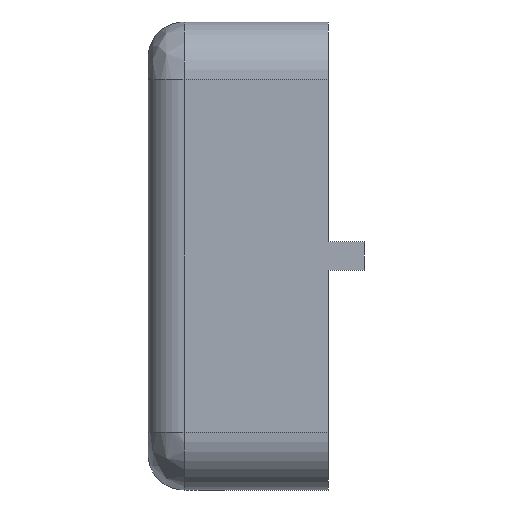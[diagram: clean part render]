
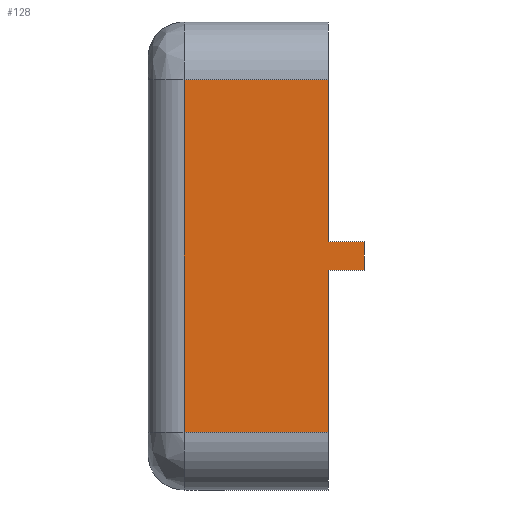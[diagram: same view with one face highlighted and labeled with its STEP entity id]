
A CAD part, left-side view. The second image highlights one B-rep face of the part: STEP entity #128.
In plain terms, the highlighted planar face has unit normal (-1, 0, 0).
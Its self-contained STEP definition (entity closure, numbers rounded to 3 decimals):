
#128 = ADVANCED_FACE( '', ( #307 ), #308, .T. );
#307 = FACE_OUTER_BOUND( '', #584, .T. );
#308 = PLANE( '', #585 );
#584 = EDGE_LOOP( '', ( #1018, #1019, #1020, #1021, #1022, #1023, #1024, #1025 ) );
#585 = AXIS2_PLACEMENT_3D( '', #1026, #1027, #1028 );
#1018 = ORIENTED_EDGE( '', *, *, #1620, .T. );
#1019 = ORIENTED_EDGE( '', *, *, #1621, .T. );
#1020 = ORIENTED_EDGE( '', *, *, #1598, .F. );
#1021 = ORIENTED_EDGE( '', *, *, #1622, .T. );
#1022 = ORIENTED_EDGE( '', *, *, #1564, .F. );
#1023 = ORIENTED_EDGE( '', *, *, #1623, .T. );
#1024 = ORIENTED_EDGE( '', *, *, #1624, .T. );
#1025 = ORIENTED_EDGE( '', *, *, #1625, .T. );
#1026 = CARTESIAN_POINT( '', ( -6.5, -5., -4.9 ) );
#1027 = DIRECTION( '', ( -1., 0., 0. ) );
#1028 = DIRECTION( '', ( 0., 0., 1. ) );
#1564 = EDGE_CURVE( '', #1846, #1842, #1848, .T. );
#1598 = EDGE_CURVE( '', #1907, #1908, #1909, .T. );
#1620 = EDGE_CURVE( '', #1943, #1944, #1945, .T. );
#1621 = EDGE_CURVE( '', #1944, #1908, #1946, .F. );
#1622 = EDGE_CURVE( '', #1907, #1842, #1947, .T. );
#1623 = EDGE_CURVE( '', #1846, #1948, #1949, .T. );
#1624 = EDGE_CURVE( '', #1948, #1950, #1951, .T. );
#1625 = EDGE_CURVE( '', #1950, #1943, #1952, .T. );
#1842 = VERTEX_POINT( '', #2242 );
#1846 = VERTEX_POINT( '', #2248 );
#1848 = LINE( '', #2251, #2252 );
#1907 = VERTEX_POINT( '', #2326 );
#1908 = VERTEX_POINT( '', #2327 );
#1909 = LINE( '', #2328, #2329 );
#1943 = VERTEX_POINT( '', #2369 );
#1944 = VERTEX_POINT( '', #2370 );
#1945 = LINE( '', #2371, #2372 );
#1946 = LINE( '', #2373, #2374 );
#1947 = LINE( '', #2375, #2376 );
#1948 = VERTEX_POINT( '', #2377 );
#1949 = LINE( '', #2378, #2379 );
#1950 = VERTEX_POINT( '', #2380 );
#1951 = LINE( '', #2381, #2382 );
#1952 = LINE( '', #2383, #2384 );
#2242 = CARTESIAN_POINT( '', ( -6.5, -5., -0.4 ) );
#2248 = CARTESIAN_POINT( '', ( -6.5, -6., -0.4 ) );
#2251 = CARTESIAN_POINT( '', ( -6.5, -6., -0.4 ) );
#2252 = VECTOR( '', #2719, 1000. );
#2326 = CARTESIAN_POINT( '', ( -6.5, -5., -4.9 ) );
#2327 = CARTESIAN_POINT( '', ( -6.5, -1., -4.9 ) );
#2328 = CARTESIAN_POINT( '', ( -6.5, -5., -4.9 ) );
#2329 = VECTOR( '', #2768, 1000. );
#2369 = CARTESIAN_POINT( '', ( -6.5, -5., 4.9 ) );
#2370 = CARTESIAN_POINT( '', ( -6.5, -1., 4.9 ) );
#2371 = CARTESIAN_POINT( '', ( -6.5, -5., 4.9 ) );
#2372 = VECTOR( '', #2805, 1000. );
#2373 = CARTESIAN_POINT( '', ( -6.5, -1., -4.9 ) );
#2374 = VECTOR( '', #2806, 1000. );
#2375 = CARTESIAN_POINT( '', ( -6.5, -5., -4.9 ) );
#2376 = VECTOR( '', #2807, 1000. );
#2377 = CARTESIAN_POINT( '', ( -6.5, -6., 0.4 ) );
#2378 = CARTESIAN_POINT( '', ( -6.5, -6., -0.4 ) );
#2379 = VECTOR( '', #2808, 1000. );
#2380 = CARTESIAN_POINT( '', ( -6.5, -5., 0.4 ) );
#2381 = CARTESIAN_POINT( '', ( -6.5, -6., 0.4 ) );
#2382 = VECTOR( '', #2809, 1000. );
#2383 = CARTESIAN_POINT( '', ( -6.5, -5., -4.9 ) );
#2384 = VECTOR( '', #2810, 1000. );
#2719 = DIRECTION( '', ( 0., 1., 0. ) );
#2768 = DIRECTION( '', ( 0., 1., 0. ) );
#2805 = DIRECTION( '', ( 0., 1., 0. ) );
#2806 = DIRECTION( '', ( 0., 0., 1. ) );
#2807 = DIRECTION( '', ( 0., 0., 1. ) );
#2808 = DIRECTION( '', ( 0., 0., 1. ) );
#2809 = DIRECTION( '', ( 0., 1., 0. ) );
#2810 = DIRECTION( '', ( 0., 0., 1. ) );
